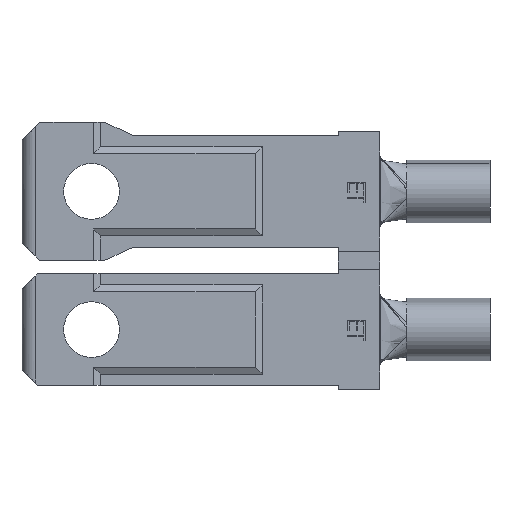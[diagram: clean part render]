
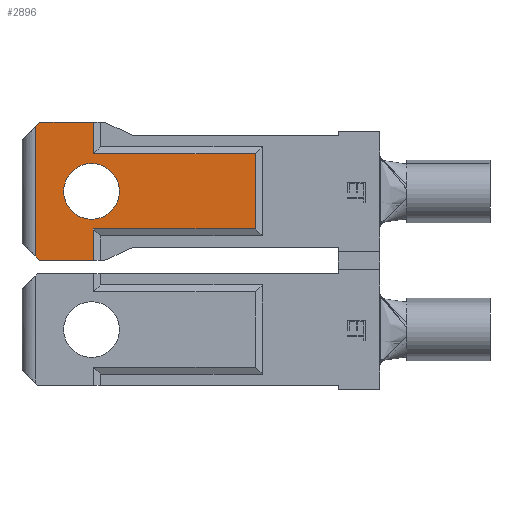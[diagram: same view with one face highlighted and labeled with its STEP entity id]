
A CAD part, front view. The second image highlights one B-rep face of the part: STEP entity #2896.
In plain terms, the highlighted planar face has unit normal (0, -1, 0).
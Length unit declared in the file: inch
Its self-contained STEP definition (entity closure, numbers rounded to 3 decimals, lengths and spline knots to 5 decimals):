
#277 = CARTESIAN_POINT ( 'NONE',  ( 0., -0.03, 0.145 ) ) ;
#417 = CARTESIAN_POINT ( 'NONE',  ( 0., -0.03, 0.155 ) ) ;
#445 = FACE_OUTER_BOUND ( 'NONE', #5651, .T. ) ;
#530 = AXIS2_PLACEMENT_3D ( 'NONE', #6188, #1090, #7064 ) ;
#620 = AXIS2_PLACEMENT_3D ( 'NONE', #3867, #9817, #4715 ) ;
#655 = ORIENTED_EDGE ( 'NONE', *, *, #3478, .T. ) ;
#751 = ORIENTED_EDGE ( 'NONE', *, *, #3362, .T. ) ;
#795 = CARTESIAN_POINT ( 'NONE',  ( 0.13041, -0.03, 0.155 ) ) ;
#985 = ORIENTED_EDGE ( 'NONE', *, *, #5063, .T. ) ;
#1020 = LINE ( 'NONE', #795, #5282 ) ;
#1090 = DIRECTION ( 'NONE',  ( 0., 1., 0. ) ) ;
#1254 = EDGE_CURVE ( 'NONE', #10230, #2520, #2386, .T. ) ;
#1303 = CARTESIAN_POINT ( 'NONE',  ( 0.126, -0.03, -0.0625 ) ) ;
#1365 = VECTOR ( 'NONE', #8262, 39.37008 ) ;
#1557 = DIRECTION ( 'NONE',  ( 0., 0., 1. ) ) ;
#1623 = CARTESIAN_POINT ( 'NONE',  ( 0.49341, -0.03, -0.08441 ) ) ;
#1730 = EDGE_CURVE ( 'NONE', #10230, #9119, #10917, .T. ) ;
#1799 = CARTESIAN_POINT ( 'NONE',  ( 0.11121, -0.03, -0.08441 ) ) ;
#1831 = VECTOR ( 'NONE', #10423, 39.37008 ) ;
#2064 = CARTESIAN_POINT ( 'NONE',  ( 0., -0.03, 0.155 ) ) ;
#2108 = CARTESIAN_POINT ( 'NONE',  ( 0.49341, -0.03, 0.1 ) ) ;
#2161 = VERTEX_POINT ( 'NONE', #5120 ) ;
#2355 = VECTOR ( 'NONE', #7721, 39.37008 ) ;
#2386 = LINE ( 'NONE', #1799, #9200 ) ;
#2434 = VERTEX_POINT ( 'NONE', #2971 ) ;
#2445 = VERTEX_POINT ( 'NONE', #1303 ) ;
#2501 = VECTOR ( 'NONE', #9732, 39.37008 ) ;
#2520 = VERTEX_POINT ( 'NONE', #1623 ) ;
#2731 = VECTOR ( 'NONE', #6390, 39.37008 ) ;
#2756 = VERTEX_POINT ( 'NONE', #3903 ) ;
#2896 = ADVANCED_FACE ( 'NONE', ( #4976, #445 ), #9205, .F. ) ;
#2921 = CARTESIAN_POINT ( 'NONE',  ( 0.11121, -0.03, 0.08441 ) ) ;
#2971 = CARTESIAN_POINT ( 'NONE',  ( 0.01, -0.03, -0.155 ) ) ;
#3362 = EDGE_CURVE ( 'NONE', #2445, #2161, #9232, .T. ) ;
#3478 = EDGE_CURVE ( 'NONE', #2756, #2434, #3633, .T. ) ;
#3487 = LINE ( 'NONE', #417, #7759 ) ;
#3633 = LINE ( 'NONE', #6537, #1365 ) ;
#3675 = VERTEX_POINT ( 'NONE', #7216 ) ;
#3701 = CARTESIAN_POINT ( 'NONE',  ( 0.01, -0.03, 0.155 ) ) ;
#3866 = ORIENTED_EDGE ( 'NONE', *, *, #7557, .T. ) ;
#3867 = CARTESIAN_POINT ( 'NONE',  ( 0.126, -0.03, 0. ) ) ;
#3903 = CARTESIAN_POINT ( 'NONE',  ( 0., -0.03, -0.145 ) ) ;
#4071 = ORIENTED_EDGE ( 'NONE', *, *, #7646, .T. ) ;
#4086 = CARTESIAN_POINT ( 'NONE',  ( 0., -0.03, 0.155 ) ) ;
#4090 = CIRCLE ( 'NONE', #530, 0.0625 ) ;
#4157 = CARTESIAN_POINT ( 'NONE',  ( 0.13041, -0.03, -0.155 ) ) ;
#4468 = EDGE_CURVE ( 'NONE', #5700, #3675, #4782, .T. ) ;
#4643 = LINE ( 'NONE', #5996, #2355 ) ;
#4715 = DIRECTION ( 'NONE',  ( 0., 0., 1. ) ) ;
#4782 = LINE ( 'NONE', #2921, #2501 ) ;
#4976 = FACE_BOUND ( 'NONE', #10329, .T. ) ;
#5063 = EDGE_CURVE ( 'NONE', #8298, #2756, #7422, .T. ) ;
#5120 = CARTESIAN_POINT ( 'NONE',  ( 0.126, -0.03, 0.0625 ) ) ;
#5264 = LINE ( 'NONE', #2108, #2731 ) ;
#5281 = CARTESIAN_POINT ( 'NONE',  ( 0.13041, -0.03, 0.155 ) ) ;
#5282 = VECTOR ( 'NONE', #8475, 39.37008 ) ;
#5289 = EDGE_CURVE ( 'NONE', #9123, #5700, #1020, .T. ) ;
#5479 = ORIENTED_EDGE ( 'NONE', *, *, #11047, .F. ) ;
#5586 = ORIENTED_EDGE ( 'NONE', *, *, #1730, .F. ) ;
#5651 = EDGE_LOOP ( 'NONE', ( #7124, #8279, #10446, #10773, #5479, #3866, #985, #655, #8442, #5586 ) ) ;
#5700 = VERTEX_POINT ( 'NONE', #6154 ) ;
#5866 = CARTESIAN_POINT ( 'NONE',  ( 0.13041, -0.03, 0.155 ) ) ;
#5996 = CARTESIAN_POINT ( 'NONE',  ( 0.01, -0.03, 0.155 ) ) ;
#6051 = DIRECTION ( 'NONE',  ( 1., 0., 0. ) ) ;
#6154 = CARTESIAN_POINT ( 'NONE',  ( 0.13041, -0.03, 0.08441 ) ) ;
#6188 = CARTESIAN_POINT ( 'NONE',  ( 0.126, -0.03, 0. ) ) ;
#6390 = DIRECTION ( 'NONE',  ( 0., 0., -1. ) ) ;
#6537 = CARTESIAN_POINT ( 'NONE',  ( 0.01, -0.03, -0.155 ) ) ;
#6659 = DIRECTION ( 'NONE',  ( 0., 1., 0. ) ) ;
#7064 = DIRECTION ( 'NONE',  ( 0., 0., 1. ) ) ;
#7124 = ORIENTED_EDGE ( 'NONE', *, *, #1254, .T. ) ;
#7216 = CARTESIAN_POINT ( 'NONE',  ( 0.49341, -0.03, 0.08441 ) ) ;
#7336 = AXIS2_PLACEMENT_3D ( 'NONE', #4086, #6659, #1557 ) ;
#7422 = LINE ( 'NONE', #2064, #9689 ) ;
#7492 = VECTOR ( 'NONE', #9846, 39.37008 ) ;
#7557 = EDGE_CURVE ( 'NONE', #7711, #8298, #4643, .T. ) ;
#7646 = EDGE_CURVE ( 'NONE', #2161, #2445, #4090, .T. ) ;
#7711 = VERTEX_POINT ( 'NONE', #3701 ) ;
#7721 = DIRECTION ( 'NONE',  ( -0.707, 0., -0.707 ) ) ;
#7759 = VECTOR ( 'NONE', #10636, 39.37008 ) ;
#7909 = CARTESIAN_POINT ( 'NONE',  ( 0.13041, -0.03, -0.08441 ) ) ;
#8031 = DIRECTION ( 'NONE',  ( 0., 0., -1. ) ) ;
#8262 = DIRECTION ( 'NONE',  ( 0.707, 0., -0.707 ) ) ;
#8279 = ORIENTED_EDGE ( 'NONE', *, *, #9741, .F. ) ;
#8298 = VERTEX_POINT ( 'NONE', #277 ) ;
#8338 = EDGE_CURVE ( 'NONE', #2434, #9119, #9766, .T. ) ;
#8442 = ORIENTED_EDGE ( 'NONE', *, *, #8338, .T. ) ;
#8475 = DIRECTION ( 'NONE',  ( 0., 0., -1. ) ) ;
#8996 = CARTESIAN_POINT ( 'NONE',  ( 0., -0.03, -0.155 ) ) ;
#9119 = VERTEX_POINT ( 'NONE', #4157 ) ;
#9123 = VERTEX_POINT ( 'NONE', #5866 ) ;
#9200 = VECTOR ( 'NONE', #6051, 39.37008 ) ;
#9205 = PLANE ( 'NONE',  #7336 ) ;
#9232 = CIRCLE ( 'NONE', #620, 0.0625 ) ;
#9689 = VECTOR ( 'NONE', #8031, 39.37008 ) ;
#9732 = DIRECTION ( 'NONE',  ( 1., 0., 0. ) ) ;
#9741 = EDGE_CURVE ( 'NONE', #3675, #2520, #5264, .T. ) ;
#9766 = LINE ( 'NONE', #8996, #7492 ) ;
#9817 = DIRECTION ( 'NONE',  ( 0., 1., 0. ) ) ;
#9846 = DIRECTION ( 'NONE',  ( 1., 0., 0. ) ) ;
#10230 = VERTEX_POINT ( 'NONE', #7909 ) ;
#10329 = EDGE_LOOP ( 'NONE', ( #4071, #751 ) ) ;
#10423 = DIRECTION ( 'NONE',  ( 0., 0., -1. ) ) ;
#10446 = ORIENTED_EDGE ( 'NONE', *, *, #4468, .F. ) ;
#10636 = DIRECTION ( 'NONE',  ( 1., 0., 0. ) ) ;
#10773 = ORIENTED_EDGE ( 'NONE', *, *, #5289, .F. ) ;
#10917 = LINE ( 'NONE', #5281, #1831 ) ;
#11047 = EDGE_CURVE ( 'NONE', #7711, #9123, #3487, .T. ) ;
